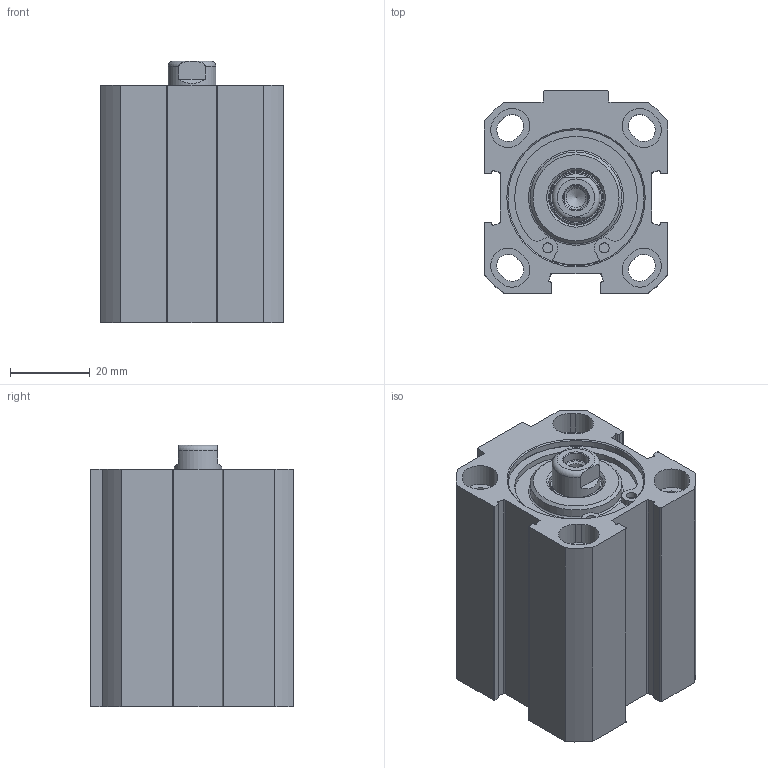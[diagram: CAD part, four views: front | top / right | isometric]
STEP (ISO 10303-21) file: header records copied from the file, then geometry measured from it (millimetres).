
FILE_DESCRIPTION((''),'2;1');
FILE_NAME('FSR032.030.GS.F.stp','2014-06-18T16:59:33',('carlo.corazza'),(''),'Autodesk Inventor 2012','Autodesk Inventor 2012','');
FILE_SCHEMA(('AUTOMOTIVE_DESIGN { 1 0 10303 214 1 1 1 1 }'));
Length unit declared in the file: millimetre
Products named in the file (5): FSR032..GS.F; CORPO-030; STELO-030; TA; TP
Assembly tree (4 placements, depth 2):
  FSR032..GS.F
    CORPO-030
    STELO-030
    TA
    TP
Bounding box: 46 x 51 x 65.5 mm (x, y, z)
Volume: 70606.5 mm3; surface area: 35115 mm2
Topology: 4 solids, 4 shells, 231 faces, 563 edges, 364 vertices
Faces by surface type: plane 102, cylinder 91, cone 27, torus 11
Full cylindrical faces by diameter (mm): 1.6 x2, 2.5 x4, 4.917 x2, 6.25 x1, 8.566 x2, 12 x1, 12.54 x1, 13.7 x1, 16.32 x1, 16.5 x1, 23 x2, 32 x1, 33.7 x4, 34.1 x2, 35.8 x2
Entity records: 6855 total; most frequent: CARTESIAN_POINT 1190, DIRECTION 1176, ORIENTED_EDGE 962, EDGE_CURVE 481, AXIS2_PLACEMENT_3D 461, VERTEX_POINT 347, EDGE_LOOP 336, VECTOR 254
